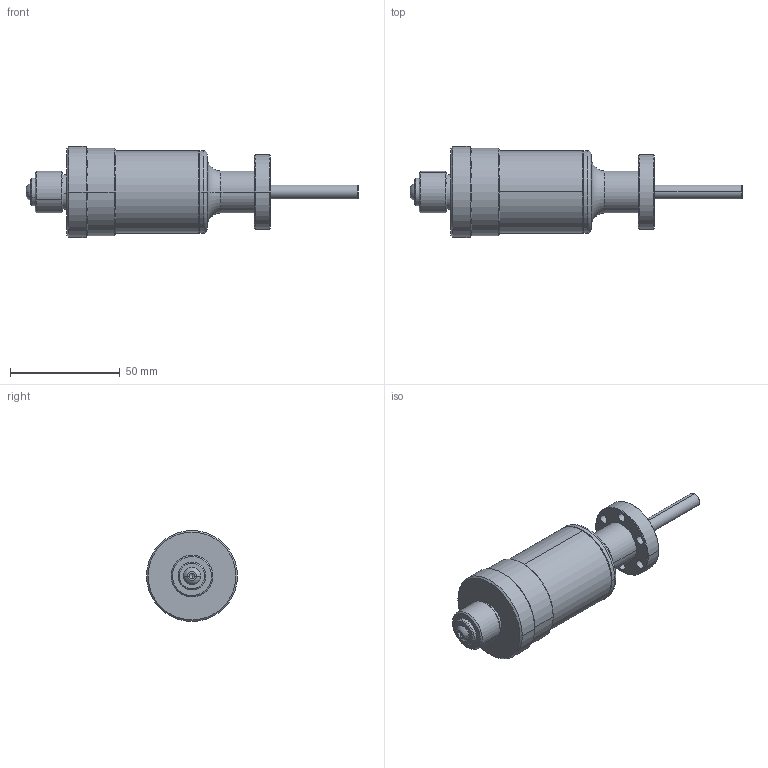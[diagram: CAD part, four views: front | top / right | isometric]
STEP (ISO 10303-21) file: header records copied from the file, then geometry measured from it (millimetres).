
FILE_DESCRIPTION (( 'STEP AP203' ), '1' );
FILE_NAME ('670000.STEP', '2010-09-24T18:07:04', ( 'MIS' ), ( 'Microsoft' ), 'SwSTEP 2.0', 'SolidWorks 2010', '' );
FILE_SCHEMA (( 'CONFIG_CONTROL_DESIGN' ));
Length unit declared in the file: inch
Products named in the file (1): 670000
Bounding box: 151.03 x 41.4 x 41.4 mm (x, y, z)
Volume: 58502 mm3; surface area: 31343 mm2
Topology: 10 solids, 10 shells, 295 faces, 684 edges, 430 vertices
Faces by surface type: cylinder 152, plane 69, cone 48, torus 18, bspline 6, sphere 2
Entity records: 12249 total; most frequent: CARTESIAN_POINT 5313, DIRECTION 1538, ORIENTED_EDGE 1364, EDGE_CURVE 682, AXIS2_PLACEMENT_3D 644, VERTEX_POINT 430, EDGE_LOOP 362, CIRCLE 354
